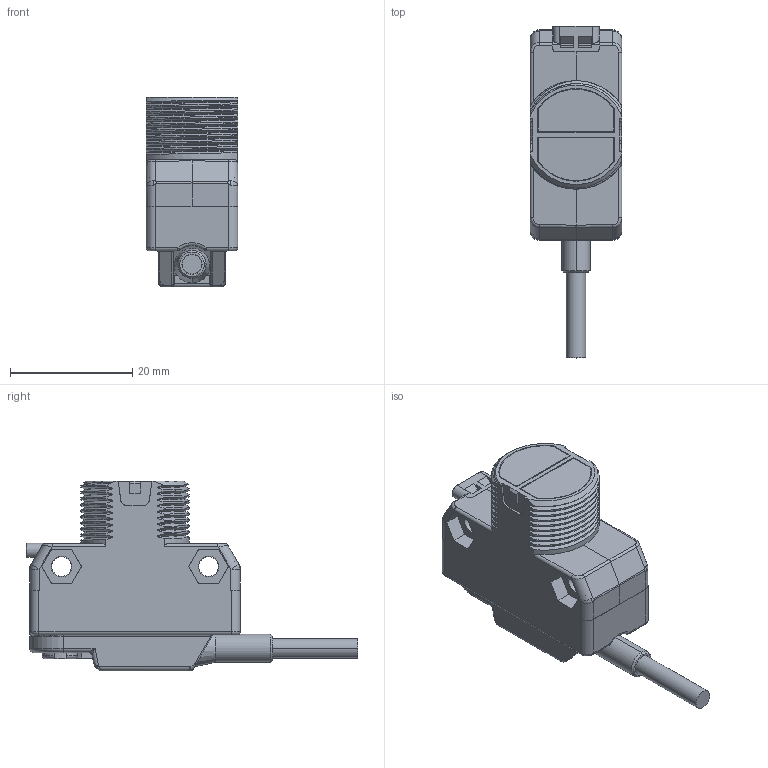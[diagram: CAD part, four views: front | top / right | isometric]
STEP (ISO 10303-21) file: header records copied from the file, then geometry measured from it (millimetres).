
FILE_DESCRIPTION((''),'2;1');
FILE_NAME('139709_SM01_ASM','2022-10-13T11:33:16',('PDMAdmin'),('BANNER ENGINEERING'),'CREO PARAMETRIC BY PTC INC, 2019292','CREO PARAMETRIC BY PTC INC, 2019292','');
FILE_SCHEMA(('CONFIG_CONTROL_DESIGN'));
Products named in the file (3): 139709_EP01; ASSEMBLY_55816; 139709_SM01_ASM
Assembly tree (2 placements, depth 2):
  139709_SM01_ASM
    139709_EP01
    ASSEMBLY_55816
Bounding box: 15 x 54.39 x 31.1 mm (x, y, z)
Volume: 11186.5 mm3; surface area: 4718.7 mm2
Topology: 2 solids, 2 shells, 448 faces, 1138 edges, 714 vertices
Faces by surface type: plane 172, cylinder 132, bspline 97, cone 22, torus 17, sphere 8
Entity records: 19585 total; most frequent: CARTESIAN_POINT 9427, ORIENTED_EDGE 2272, DIRECTION 1796, EDGE_CURVE 1136, VERTEX_POINT 714, VECTOR 612, LINE 612, AXIS2_PLACEMENT_3D 592
